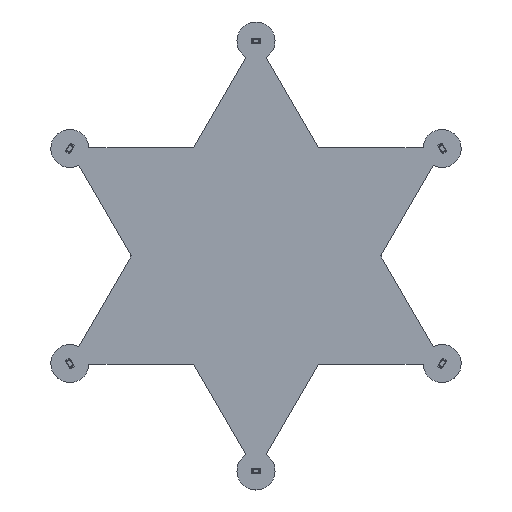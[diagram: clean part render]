
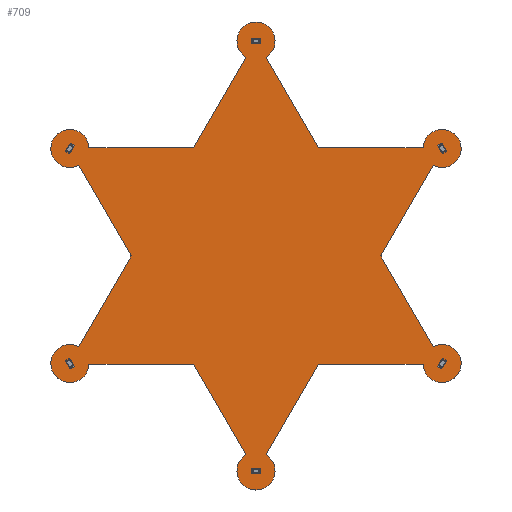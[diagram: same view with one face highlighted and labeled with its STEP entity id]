
A CAD part, top view. The second image highlights one B-rep face of the part: STEP entity #709.
In plain terms, the highlighted planar face has unit normal (0, 0, 1).
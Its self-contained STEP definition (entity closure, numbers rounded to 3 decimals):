
#120 = VERTEX_POINT('',#121);
#121 = CARTESIAN_POINT('',(22.788,17.4,1.592));
#127 = EDGE_CURVE('',#120,#128,#130,.T.);
#128 = VERTEX_POINT('',#129);
#129 = CARTESIAN_POINT('',(39.838,17.4,1.592));
#130 = LINE('',#131,#132);
#131 = CARTESIAN_POINT('',(22.788,17.4,1.592));
#132 = VECTOR('',#133,1.);
#133 = DIRECTION('',(1.,0.,0.));
#158 = EDGE_CURVE('',#128,#159,#161,.T.);
#159 = VERTEX_POINT('',#160);
#160 = CARTESIAN_POINT('',(48.364,2.633,1.592));
#161 = LINE('',#162,#163);
#162 = CARTESIAN_POINT('',(39.838,17.4,1.592));
#163 = VECTOR('',#164,1.);
#164 = DIRECTION('',(0.5,-0.866,0.));
#189 = EDGE_CURVE('',#159,#190,#192,.T.);
#190 = VERTEX_POINT('',#191);
#191 = CARTESIAN_POINT('',(51.636,2.633,1.592));
#192 = CIRCLE('',#193,3.1);
#193 = AXIS2_PLACEMENT_3D('',#194,#195,#196);
#194 = CARTESIAN_POINT('',(50.,0.,1.592));
#195 = DIRECTION('',(0.,0.,1.));
#196 = DIRECTION('',(-0.528,0.849,-0.));
#222 = EDGE_CURVE('',#190,#223,#225,.T.);
#223 = VERTEX_POINT('',#224);
#224 = CARTESIAN_POINT('',(60.162,17.4,1.592));
#225 = LINE('',#226,#227);
#226 = CARTESIAN_POINT('',(51.636,2.633,1.592));
#227 = VECTOR('',#228,1.);
#228 = DIRECTION('',(0.5,0.866,0.));
#253 = EDGE_CURVE('',#223,#254,#256,.T.);
#254 = VERTEX_POINT('',#255);
#255 = CARTESIAN_POINT('',(77.212,17.4,1.592));
#256 = LINE('',#257,#258);
#257 = CARTESIAN_POINT('',(60.162,17.4,1.592));
#258 = VECTOR('',#259,1.);
#259 = DIRECTION('',(1.,0.,0.));
#284 = EDGE_CURVE('',#254,#285,#287,.T.);
#285 = VERTEX_POINT('',#286);
#286 = CARTESIAN_POINT('',(78.848,20.234,1.592));
#287 = CIRCLE('',#288,3.101);
#288 = AXIS2_PLACEMENT_3D('',#289,#290,#291);
#289 = CARTESIAN_POINT('',(80.311,17.5,1.592));
#290 = DIRECTION('',(-0.,0.,1.));
#291 = DIRECTION('',(-0.999,-0.032,-0.));
#317 = EDGE_CURVE('',#285,#318,#320,.T.);
#318 = VERTEX_POINT('',#319);
#319 = CARTESIAN_POINT('',(70.323,35.,1.592));
#320 = LINE('',#321,#322);
#321 = CARTESIAN_POINT('',(78.848,20.234,1.592));
#322 = VECTOR('',#323,1.);
#323 = DIRECTION('',(-0.5,0.866,0.));
#348 = EDGE_CURVE('',#318,#349,#351,.T.);
#349 = VERTEX_POINT('',#350);
#350 = CARTESIAN_POINT('',(78.848,49.766,1.592));
#351 = LINE('',#352,#353);
#352 = CARTESIAN_POINT('',(70.323,35.,1.592));
#353 = VECTOR('',#354,1.);
#354 = DIRECTION('',(0.5,0.866,0.));
#379 = EDGE_CURVE('',#349,#380,#382,.T.);
#380 = VERTEX_POINT('',#381);
#381 = CARTESIAN_POINT('',(77.212,52.6,1.592));
#382 = CIRCLE('',#383,3.101);
#383 = AXIS2_PLACEMENT_3D('',#384,#385,#386);
#384 = CARTESIAN_POINT('',(80.311,52.5,1.592));
#385 = DIRECTION('',(0.,0.,1.));
#386 = DIRECTION('',(-0.472,-0.882,0.));
#412 = EDGE_CURVE('',#380,#413,#415,.T.);
#413 = VERTEX_POINT('',#414);
#414 = CARTESIAN_POINT('',(60.162,52.6,1.592));
#415 = LINE('',#416,#417);
#416 = CARTESIAN_POINT('',(77.212,52.6,1.592));
#417 = VECTOR('',#418,1.);
#418 = DIRECTION('',(-1.,0.,0.));
#443 = EDGE_CURVE('',#413,#444,#446,.T.);
#444 = VERTEX_POINT('',#445);
#445 = CARTESIAN_POINT('',(51.636,67.367,1.592));
#446 = LINE('',#447,#448);
#447 = CARTESIAN_POINT('',(60.162,52.6,1.592));
#448 = VECTOR('',#449,1.);
#449 = DIRECTION('',(-0.5,0.866,0.));
#474 = EDGE_CURVE('',#444,#475,#477,.T.);
#475 = VERTEX_POINT('',#476);
#476 = CARTESIAN_POINT('',(48.364,67.367,1.592));
#477 = CIRCLE('',#478,3.1);
#478 = AXIS2_PLACEMENT_3D('',#479,#480,#481);
#479 = CARTESIAN_POINT('',(50.,70.,1.592));
#480 = DIRECTION('',(0.,0.,1.));
#481 = DIRECTION('',(0.528,-0.849,0.));
#507 = EDGE_CURVE('',#475,#508,#510,.T.);
#508 = VERTEX_POINT('',#509);
#509 = CARTESIAN_POINT('',(39.838,52.6,1.592));
#510 = LINE('',#511,#512);
#511 = CARTESIAN_POINT('',(48.364,67.367,1.592));
#512 = VECTOR('',#513,1.);
#513 = DIRECTION('',(-0.5,-0.866,0.));
#538 = EDGE_CURVE('',#508,#539,#541,.T.);
#539 = VERTEX_POINT('',#540);
#540 = CARTESIAN_POINT('',(22.788,52.6,1.592));
#541 = LINE('',#542,#543);
#542 = CARTESIAN_POINT('',(39.838,52.6,1.592));
#543 = VECTOR('',#544,1.);
#544 = DIRECTION('',(-1.,0.,0.));
#569 = EDGE_CURVE('',#539,#570,#572,.T.);
#570 = VERTEX_POINT('',#571);
#571 = CARTESIAN_POINT('',(21.152,49.766,1.592));
#572 = CIRCLE('',#573,3.101);
#573 = AXIS2_PLACEMENT_3D('',#574,#575,#576);
#574 = CARTESIAN_POINT('',(19.689,52.5,1.592));
#575 = DIRECTION('',(0.,0.,1.));
#576 = DIRECTION('',(0.999,0.032,-0.));
#602 = EDGE_CURVE('',#570,#603,#605,.T.);
#603 = VERTEX_POINT('',#604);
#604 = CARTESIAN_POINT('',(29.677,35.,1.592));
#605 = LINE('',#606,#607);
#606 = CARTESIAN_POINT('',(21.152,49.766,1.592));
#607 = VECTOR('',#608,1.);
#608 = DIRECTION('',(0.5,-0.866,0.));
#633 = EDGE_CURVE('',#603,#634,#636,.T.);
#634 = VERTEX_POINT('',#635);
#635 = CARTESIAN_POINT('',(21.152,20.234,1.592));
#636 = LINE('',#637,#638);
#637 = CARTESIAN_POINT('',(29.677,35.,1.592));
#638 = VECTOR('',#639,1.);
#639 = DIRECTION('',(-0.5,-0.866,0.));
#664 = EDGE_CURVE('',#634,#120,#665,.T.);
#665 = CIRCLE('',#666,3.101);
#666 = AXIS2_PLACEMENT_3D('',#667,#668,#669);
#667 = CARTESIAN_POINT('',(19.689,17.5,1.592));
#668 = DIRECTION('',(-0.,0.,1.));
#669 = DIRECTION('',(0.472,0.882,0.));
#709 = ADVANCED_FACE('',(#710),#730,.T.);
#710 = FACE_BOUND('',#711,.T.);
#711 = EDGE_LOOP('',(#712,#713,#714,#715,#716,#717,#718,#719,#720,#721,
    #722,#723,#724,#725,#726,#727,#728,#729));
#712 = ORIENTED_EDGE('',*,*,#127,.T.);
#713 = ORIENTED_EDGE('',*,*,#158,.T.);
#714 = ORIENTED_EDGE('',*,*,#189,.T.);
#715 = ORIENTED_EDGE('',*,*,#222,.T.);
#716 = ORIENTED_EDGE('',*,*,#253,.T.);
#717 = ORIENTED_EDGE('',*,*,#284,.T.);
#718 = ORIENTED_EDGE('',*,*,#317,.T.);
#719 = ORIENTED_EDGE('',*,*,#348,.T.);
#720 = ORIENTED_EDGE('',*,*,#379,.T.);
#721 = ORIENTED_EDGE('',*,*,#412,.T.);
#722 = ORIENTED_EDGE('',*,*,#443,.T.);
#723 = ORIENTED_EDGE('',*,*,#474,.T.);
#724 = ORIENTED_EDGE('',*,*,#507,.T.);
#725 = ORIENTED_EDGE('',*,*,#538,.T.);
#726 = ORIENTED_EDGE('',*,*,#569,.T.);
#727 = ORIENTED_EDGE('',*,*,#602,.T.);
#728 = ORIENTED_EDGE('',*,*,#633,.T.);
#729 = ORIENTED_EDGE('',*,*,#664,.T.);
#730 = PLANE('',#731);
#731 = AXIS2_PLACEMENT_3D('',#732,#733,#734);
#732 = CARTESIAN_POINT('',(50.,35.,1.592));
#733 = DIRECTION('',(0.,0.,1.));
#734 = DIRECTION('',(1.,0.,-0.));
